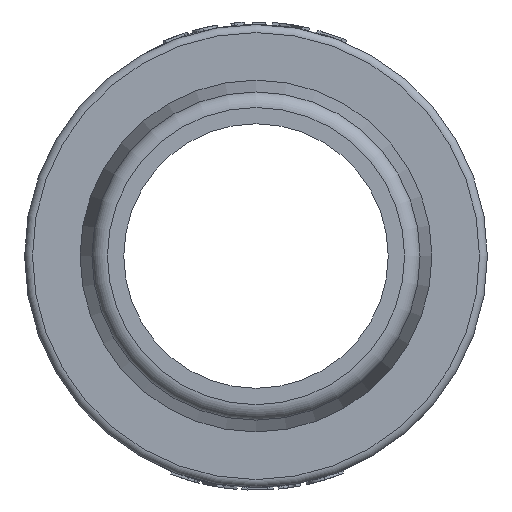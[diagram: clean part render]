
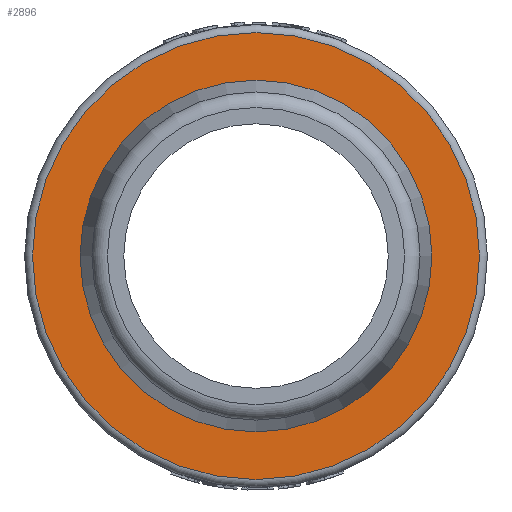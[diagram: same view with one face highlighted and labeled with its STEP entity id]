
A CAD part, left-side view. The second image highlights one B-rep face of the part: STEP entity #2896.
In plain terms, the highlighted planar face has unit normal (-1, 0, 0).
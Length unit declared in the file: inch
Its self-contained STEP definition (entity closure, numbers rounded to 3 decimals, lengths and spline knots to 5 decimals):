
#626=PLANE($,#3129);
#737=FACE_BOUND($,#976,.T.);
#738=FACE_BOUND($,#977,.T.);
#976=EDGE_LOOP($,(#2134));
#977=EDGE_LOOP($,(#2135));
#1190=CIRCLE($,#3090,0.845);
#1228=CIRCLE($,#3130,0.64);
#1269=VERTEX_POINT($,#3854);
#1386=VERTEX_POINT($,#5223);
#1573=EDGE_CURVE($,#1269,#1269,#1190,.T.);
#1690=EDGE_CURVE($,#1386,#1386,#1228,.T.);
#2134=ORIENTED_EDGE($,*,*,#1690,.F.);
#2135=ORIENTED_EDGE($,*,*,#1573,.F.);
#2896=ADVANCED_FACE($,(#737,#738),#626,.T.);
#3090=AXIS2_PLACEMENT_3D($,#3855,#3303,#3304);
#3129=AXIS2_PLACEMENT_3D($,#5222,#3407,#3408);
#3130=AXIS2_PLACEMENT_3D($,#5224,#3409,#3410);
#3303=DIRECTION('center_axis',(1.,0.,0.));
#3304=DIRECTION('ref_axis',(0.,-1.,0.));
#3407=DIRECTION('center_axis',(-1.,0.,0.));
#3408=DIRECTION('ref_axis',(0.,0.,1.));
#3409=DIRECTION('center_axis',(-1.,0.,0.));
#3410=DIRECTION('ref_axis',(0.,-1.,0.));
#3854=CARTESIAN_POINT('',(0.,0.845,0.));
#3855=CARTESIAN_POINT('Origin',(0.,0.,0.));
#5222=CARTESIAN_POINT('Origin',(0.,0.875,0.));
#5223=CARTESIAN_POINT('',(0.,0.64,0.));
#5224=CARTESIAN_POINT('Origin',(0.,0.,0.));
